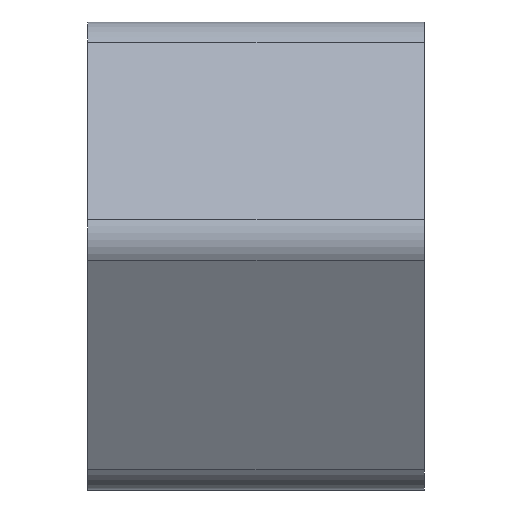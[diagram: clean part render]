
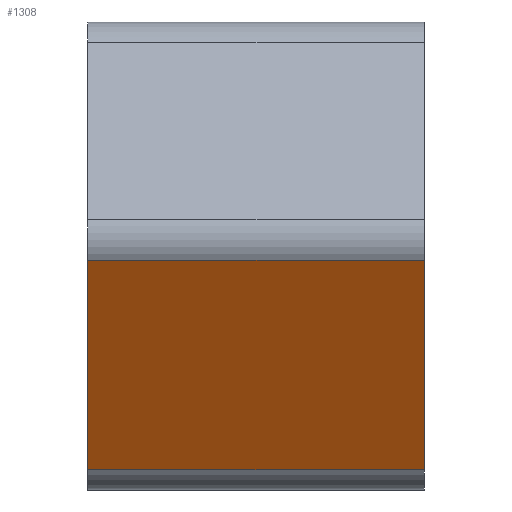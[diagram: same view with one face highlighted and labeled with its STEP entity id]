
A CAD part, left-side view. The second image highlights one B-rep face of the part: STEP entity #1308.
In plain terms, the highlighted planar face has unit normal (-0.866, 0, -0.5).
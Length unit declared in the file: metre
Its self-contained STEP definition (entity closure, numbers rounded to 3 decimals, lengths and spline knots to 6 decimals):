
#227=ORIENTED_EDGE('',*,*,#497,.T.);
#228=ORIENTED_EDGE('',*,*,#558,.T.);
#229=ORIENTED_EDGE('',*,*,#491,.T.);
#230=ORIENTED_EDGE('',*,*,#559,.F.);
#491=EDGE_CURVE('',#667,#668,#799,.T.);
#497=EDGE_CURVE('',#674,#673,#802,.F.);
#558=EDGE_CURVE('',#673,#667,#844,.T.);
#559=EDGE_CURVE('',#674,#668,#845,.T.);
#667=VERTEX_POINT('',#1956);
#668=VERTEX_POINT('',#1957);
#673=VERTEX_POINT('',#1968);
#674=VERTEX_POINT('',#1970);
#799=LINE('',#1955,#943);
#802=LINE('',#1969,#946);
#844=LINE('',#2091,#988);
#845=LINE('',#2092,#989);
#943=VECTOR('',#1563,1.);
#946=VECTOR('',#1574,1.);
#988=VECTOR('',#1680,1.);
#989=VECTOR('',#1681,1.);
#1083=EDGE_LOOP('',(#227,#228,#229,#230));
#1173=FACE_BOUND('',#1083,.T.);
#1246=PLANE('',#1423);
#1308=ADVANCED_FACE('',(#1173),#1246,.F.);
#1423=AXIS2_PLACEMENT_3D('',#2090,#1678,#1679);
#1563=DIRECTION('',(0.,1.,0.));
#1574=DIRECTION('',(0.,1.,0.));
#1678=DIRECTION('',(0.866,0.,0.5));
#1679=DIRECTION('',(0.5,0.,-0.866));
#1680=DIRECTION('',(-0.5,0.,0.866));
#1681=DIRECTION('',(-0.5,0.,0.866));
#1955=CARTESIAN_POINT('',(-0.033777,-0.01634,-0.00127));
#1956=CARTESIAN_POINT('',(-0.033777,-0.012436,-0.00127));
#1957=CARTESIAN_POINT('',(-0.033777,0.0085,-0.00127));
#1968=CARTESIAN_POINT('',(-0.026243,-0.012436,-0.014318));
#1969=CARTESIAN_POINT('',(-0.026243,-0.01634,-0.014318));
#1970=CARTESIAN_POINT('',(-0.026243,0.0085,-0.014318));
#2090=CARTESIAN_POINT('',(-0.03001,-0.01634,-0.007794));
#2091=CARTESIAN_POINT('',(-0.03001,-0.012436,-0.007794));
#2092=CARTESIAN_POINT('',(-0.03001,0.0085,-0.007794));
